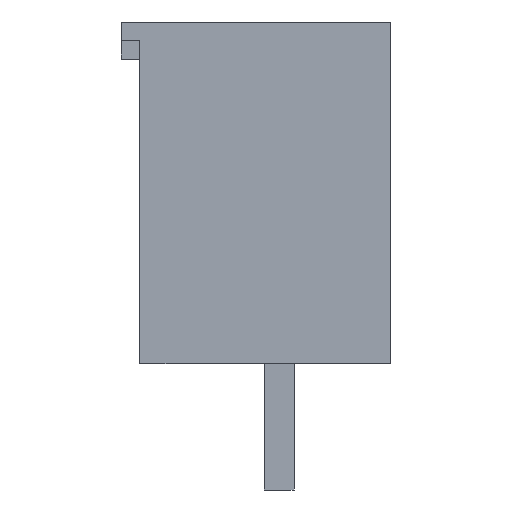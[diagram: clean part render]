
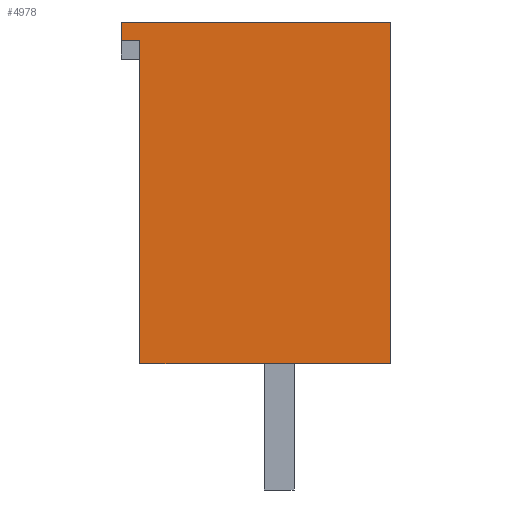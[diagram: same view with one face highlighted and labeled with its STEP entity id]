
A CAD part, left-side view. The second image highlights one B-rep face of the part: STEP entity #4978.
In plain terms, the highlighted planar face has unit normal (-1, 0, 0).
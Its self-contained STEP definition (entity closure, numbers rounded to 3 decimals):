
#4065=CARTESIAN_POINT('',(-19.15,-3.0,9.2));
#4066=VERTEX_POINT('',#4065);
#4083=CARTESIAN_POINT('',(-19.15,4.25,9.2));
#4084=VERTEX_POINT('',#4083);
#4091=CARTESIAN_POINT('',(-19.15,4.25,9.2));
#4092=DIRECTION('',(0.0,-1.0,0.0));
#4093=VECTOR('',#4092,7.25);
#4094=LINE('',#4091,#4093);
#4095=EDGE_CURVE('',#4084,#4066,#4094,.T.);
#4932=CARTESIAN_POINT('',(-19.15,4.613,-0.46));
#4933=DIRECTION('',(-1.0,0.0,0.0));
#4934=DIRECTION('',(0.0,0.0,1.0));
#4935=AXIS2_PLACEMENT_3D('',#4932,#4933,#4934);
#4936=PLANE('',#4935);
#4937=CARTESIAN_POINT('',(-19.15,3.75,0.0));
#4938=VERTEX_POINT('',#4937);
#4939=CARTESIAN_POINT('',(-19.15,-3.0,0.0));
#4940=VERTEX_POINT('',#4939);
#4941=CARTESIAN_POINT('',(-19.15,3.75,0.0));
#4942=DIRECTION('',(0.0,-1.0,0.0));
#4943=VECTOR('',#4942,6.75);
#4944=LINE('',#4941,#4943);
#4945=EDGE_CURVE('',#4938,#4940,#4944,.T.);
#4946=ORIENTED_EDGE('',*,*,#4945,.T.);
#4947=CARTESIAN_POINT('',(-19.15,-3.0,9.2));
#4948=DIRECTION('',(0.0,0.0,-1.0));
#4949=VECTOR('',#4948,9.2);
#4950=LINE('',#4947,#4949);
#4951=EDGE_CURVE('',#4066,#4940,#4950,.T.);
#4952=ORIENTED_EDGE('',*,*,#4951,.F.);
#4953=ORIENTED_EDGE('',*,*,#4095,.F.);
#4954=CARTESIAN_POINT('',(-19.15,4.25,8.7));
#4955=VERTEX_POINT('',#4954);
#4956=CARTESIAN_POINT('',(-19.15,4.25,9.2));
#4957=DIRECTION('',(0.0,0.0,-1.0));
#4958=VECTOR('',#4957,0.5);
#4959=LINE('',#4956,#4958);
#4960=EDGE_CURVE('',#4084,#4955,#4959,.T.);
#4961=ORIENTED_EDGE('',*,*,#4960,.T.);
#4962=CARTESIAN_POINT('',(-19.15,3.75,8.7));
#4963=VERTEX_POINT('',#4962);
#4964=CARTESIAN_POINT('',(-19.15,4.25,8.7));
#4965=DIRECTION('',(0.0,-1.0,0.0));
#4966=VECTOR('',#4965,0.5);
#4967=LINE('',#4964,#4966);
#4968=EDGE_CURVE('',#4955,#4963,#4967,.T.);
#4969=ORIENTED_EDGE('',*,*,#4968,.T.);
#4970=CARTESIAN_POINT('',(-19.15,3.75,8.7));
#4971=DIRECTION('',(0.0,0.0,-1.0));
#4972=VECTOR('',#4971,8.7);
#4973=LINE('',#4970,#4972);
#4974=EDGE_CURVE('',#4963,#4938,#4973,.T.);
#4975=ORIENTED_EDGE('',*,*,#4974,.T.);
#4976=EDGE_LOOP('',(#4946,#4952,#4953,#4961,#4969,#4975));
#4977=FACE_OUTER_BOUND('',#4976,.T.);
#4978=ADVANCED_FACE('',(#4977),#4936,.T.);
